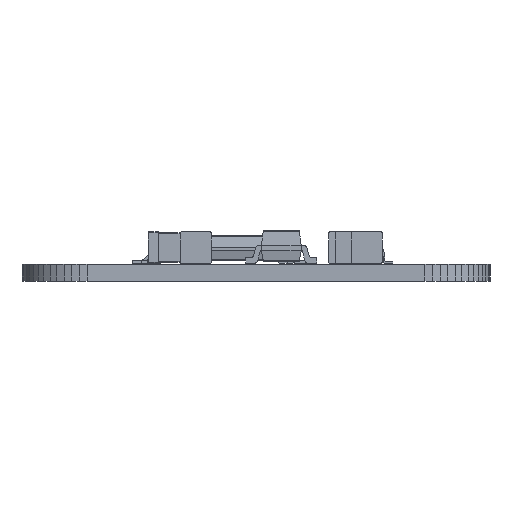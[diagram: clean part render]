
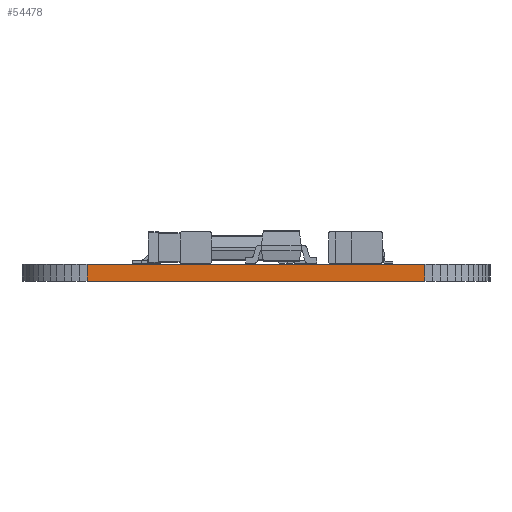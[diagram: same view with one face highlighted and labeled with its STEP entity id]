
A CAD part, front view. The second image highlights one B-rep face of the part: STEP entity #54478.
In plain terms, the highlighted planar face has unit normal (0, -1, 0).
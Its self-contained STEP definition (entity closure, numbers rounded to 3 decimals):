
#48157 = PLANE('',#48158);
#48158 = AXIS2_PLACEMENT_3D('',#48159,#48160,#48161);
#48159 = CARTESIAN_POINT('',(7.62,-19.05,0.68));
#48160 = DIRECTION('',(-0.,-0.,-1.));
#48161 = DIRECTION('',(-1.,0.,0.));
#48211 = PLANE('',#48212);
#48212 = AXIS2_PLACEMENT_3D('',#48213,#48214,#48215);
#48213 = CARTESIAN_POINT('',(7.62,-19.05,0.));
#48214 = DIRECTION('',(-0.,-0.,-1.));
#48215 = DIRECTION('',(-1.,0.,0.));
#49020 = VERTEX_POINT('',#49021);
#49021 = CARTESIAN_POINT('',(14.404,-40.714,0.));
#49035 = PLANE('',#49036);
#49036 = AXIS2_PLACEMENT_3D('',#49037,#49038,#49039);
#49037 = CARTESIAN_POINT('',(14.719,-40.695,0.));
#49038 = DIRECTION('',(0.06,-0.998,0.));
#49039 = DIRECTION('',(-0.998,-0.06,0.));
#49047 = EDGE_CURVE('',#49020,#49048,#49050,.T.);
#49048 = VERTEX_POINT('',#49049);
#49049 = CARTESIAN_POINT('',(0.836,-40.714,0.));
#49050 = SURFACE_CURVE('',#49051,(#49055,#49062),.PCURVE_S1.);
#49051 = LINE('',#49052,#49053);
#49052 = CARTESIAN_POINT('',(14.404,-40.714,0.));
#49053 = VECTOR('',#49054,1.);
#49054 = DIRECTION('',(-1.,0.,0.));
#49055 = PCURVE('',#48211,#49056);
#49056 = DEFINITIONAL_REPRESENTATION('',(#49057),#49061);
#49057 = LINE('',#49058,#49059);
#49058 = CARTESIAN_POINT('',(-6.784,-21.664));
#49059 = VECTOR('',#49060,1.);
#49060 = DIRECTION('',(1.,0.));
#49061 = ( GEOMETRIC_REPRESENTATION_CONTEXT(2) 
PARAMETRIC_REPRESENTATION_CONTEXT() REPRESENTATION_CONTEXT('2D SPACE',''
  ) );
#49062 = PCURVE('',#49063,#49068);
#49063 = PLANE('',#49064);
#49064 = AXIS2_PLACEMENT_3D('',#49065,#49066,#49067);
#49065 = CARTESIAN_POINT('',(14.404,-40.714,0.));
#49066 = DIRECTION('',(0.,-1.,0.));
#49067 = DIRECTION('',(-1.,0.,0.));
#49068 = DEFINITIONAL_REPRESENTATION('',(#49069),#49073);
#49069 = LINE('',#49070,#49071);
#49070 = CARTESIAN_POINT('',(0.,0.));
#49071 = VECTOR('',#49072,1.);
#49072 = DIRECTION('',(1.,0.));
#49073 = ( GEOMETRIC_REPRESENTATION_CONTEXT(2) 
PARAMETRIC_REPRESENTATION_CONTEXT() REPRESENTATION_CONTEXT('2D SPACE',''
  ) );
#49091 = PLANE('',#49092);
#49092 = AXIS2_PLACEMENT_3D('',#49093,#49094,#49095);
#49093 = CARTESIAN_POINT('',(0.836,-40.714,0.));
#49094 = DIRECTION('',(-0.06,-0.998,0.));
#49095 = DIRECTION('',(-0.998,0.06,0.));
#51508 = VERTEX_POINT('',#51509);
#51509 = CARTESIAN_POINT('',(14.404,-40.714,0.68));
#51530 = EDGE_CURVE('',#51508,#51531,#51533,.T.);
#51531 = VERTEX_POINT('',#51532);
#51532 = CARTESIAN_POINT('',(0.836,-40.714,0.68));
#51533 = SURFACE_CURVE('',#51534,(#51538,#51545),.PCURVE_S1.);
#51534 = LINE('',#51535,#51536);
#51535 = CARTESIAN_POINT('',(14.404,-40.714,0.68));
#51536 = VECTOR('',#51537,1.);
#51537 = DIRECTION('',(-1.,0.,0.));
#51538 = PCURVE('',#48157,#51539);
#51539 = DEFINITIONAL_REPRESENTATION('',(#51540),#51544);
#51540 = LINE('',#51541,#51542);
#51541 = CARTESIAN_POINT('',(-6.784,-21.664));
#51542 = VECTOR('',#51543,1.);
#51543 = DIRECTION('',(1.,0.));
#51544 = ( GEOMETRIC_REPRESENTATION_CONTEXT(2) 
PARAMETRIC_REPRESENTATION_CONTEXT() REPRESENTATION_CONTEXT('2D SPACE',''
  ) );
#51545 = PCURVE('',#49063,#51546);
#51546 = DEFINITIONAL_REPRESENTATION('',(#51547),#51551);
#51547 = LINE('',#51548,#51549);
#51548 = CARTESIAN_POINT('',(0.,-0.68));
#51549 = VECTOR('',#51550,1.);
#51550 = DIRECTION('',(1.,0.));
#51551 = ( GEOMETRIC_REPRESENTATION_CONTEXT(2) 
PARAMETRIC_REPRESENTATION_CONTEXT() REPRESENTATION_CONTEXT('2D SPACE',''
  ) );
#54430 = EDGE_CURVE('',#49020,#51508,#54431,.T.);
#54431 = SURFACE_CURVE('',#54432,(#54436,#54443),.PCURVE_S1.);
#54432 = LINE('',#54433,#54434);
#54433 = CARTESIAN_POINT('',(14.404,-40.714,0.));
#54434 = VECTOR('',#54435,1.);
#54435 = DIRECTION('',(0.,0.,1.));
#54436 = PCURVE('',#49035,#54437);
#54437 = DEFINITIONAL_REPRESENTATION('',(#54438),#54442);
#54438 = LINE('',#54439,#54440);
#54439 = CARTESIAN_POINT('',(0.316,0.));
#54440 = VECTOR('',#54441,1.);
#54441 = DIRECTION('',(0.,-1.));
#54442 = ( GEOMETRIC_REPRESENTATION_CONTEXT(2) 
PARAMETRIC_REPRESENTATION_CONTEXT() REPRESENTATION_CONTEXT('2D SPACE',''
  ) );
#54443 = PCURVE('',#49063,#54444);
#54444 = DEFINITIONAL_REPRESENTATION('',(#54445),#54449);
#54445 = LINE('',#54446,#54447);
#54446 = CARTESIAN_POINT('',(0.,0.));
#54447 = VECTOR('',#54448,1.);
#54448 = DIRECTION('',(0.,-1.));
#54449 = ( GEOMETRIC_REPRESENTATION_CONTEXT(2) 
PARAMETRIC_REPRESENTATION_CONTEXT() REPRESENTATION_CONTEXT('2D SPACE',''
  ) );
#54478 = ADVANCED_FACE('',(#54479),#49063,.T.);
#54479 = FACE_BOUND('',#54480,.T.);
#54480 = EDGE_LOOP('',(#54481,#54482,#54483,#54504));
#54481 = ORIENTED_EDGE('',*,*,#54430,.T.);
#54482 = ORIENTED_EDGE('',*,*,#51530,.T.);
#54483 = ORIENTED_EDGE('',*,*,#54484,.F.);
#54484 = EDGE_CURVE('',#49048,#51531,#54485,.T.);
#54485 = SURFACE_CURVE('',#54486,(#54490,#54497),.PCURVE_S1.);
#54486 = LINE('',#54487,#54488);
#54487 = CARTESIAN_POINT('',(0.836,-40.714,0.));
#54488 = VECTOR('',#54489,1.);
#54489 = DIRECTION('',(0.,0.,1.));
#54490 = PCURVE('',#49063,#54491);
#54491 = DEFINITIONAL_REPRESENTATION('',(#54492),#54496);
#54492 = LINE('',#54493,#54494);
#54493 = CARTESIAN_POINT('',(13.569,0.));
#54494 = VECTOR('',#54495,1.);
#54495 = DIRECTION('',(0.,-1.));
#54496 = ( GEOMETRIC_REPRESENTATION_CONTEXT(2) 
PARAMETRIC_REPRESENTATION_CONTEXT() REPRESENTATION_CONTEXT('2D SPACE',''
  ) );
#54497 = PCURVE('',#49091,#54498);
#54498 = DEFINITIONAL_REPRESENTATION('',(#54499),#54503);
#54499 = LINE('',#54500,#54501);
#54500 = CARTESIAN_POINT('',(0.,0.));
#54501 = VECTOR('',#54502,1.);
#54502 = DIRECTION('',(0.,-1.));
#54503 = ( GEOMETRIC_REPRESENTATION_CONTEXT(2) 
PARAMETRIC_REPRESENTATION_CONTEXT() REPRESENTATION_CONTEXT('2D SPACE',''
  ) );
#54504 = ORIENTED_EDGE('',*,*,#49047,.F.);
